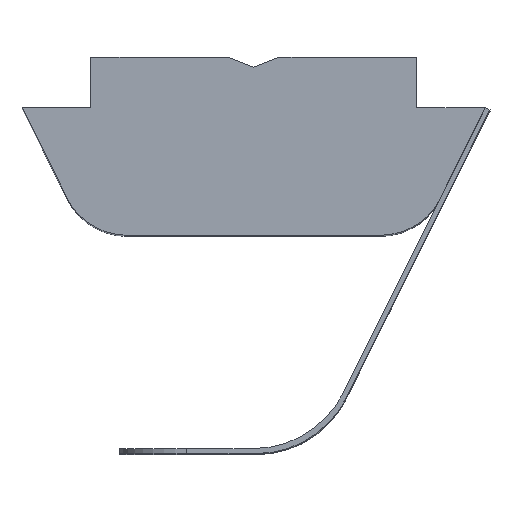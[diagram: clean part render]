
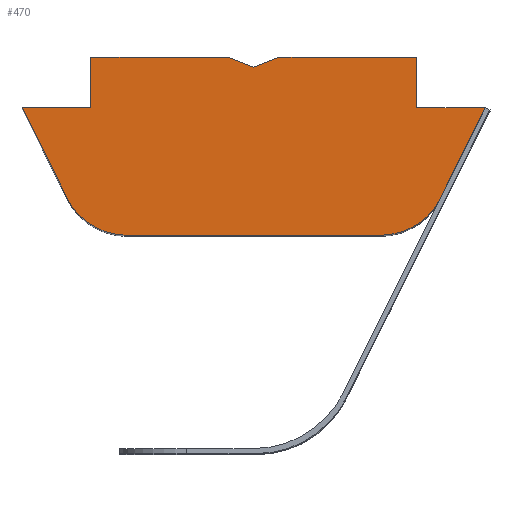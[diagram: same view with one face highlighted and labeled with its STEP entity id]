
A CAD part, top view. The second image highlights one B-rep face of the part: STEP entity #470.
In plain terms, the highlighted planar face has unit normal (0, 0, 1).
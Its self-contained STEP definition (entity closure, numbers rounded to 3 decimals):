
#11 = ORIENTED_EDGE ( 'NONE', *, *, #265, .T. ) ;
#15 = EDGE_LOOP ( 'NONE', ( #1262, #627, #395, #322, #1275, #1248, #812, #463, #955, #1400, #1312, #11, #541 ) ) ;
#42 = VERTEX_POINT ( 'NONE', #304 ) ;
#49 = CARTESIAN_POINT ( 'NONE',  ( -0.75, 0.3, 10. ) ) ;
#53 = DIRECTION ( 'NONE',  ( -1., 0., 0. ) ) ;
#64 = VECTOR ( 'NONE', #475, 1000. ) ;
#76 = CARTESIAN_POINT ( 'NONE',  ( -6.9, -1.2, 10. ) ) ;
#99 = CARTESIAN_POINT ( 'NONE',  ( 6.9, -1.2, 10. ) ) ;
#101 = CARTESIAN_POINT ( 'NONE',  ( 4.85, 0.3, 10. ) ) ;
#102 = DIRECTION ( 'NONE',  ( 0., -1., 0. ) ) ;
#126 = AXIS2_PLACEMENT_3D ( 'NONE', #1102, #1310, #654 ) ;
#128 = EDGE_CURVE ( 'NONE', #1001, #1206, #1076, .T. ) ;
#143 = VERTEX_POINT ( 'NONE', #1218 ) ;
#151 = DIRECTION ( 'NONE',  ( -1., 0., 0. ) ) ;
#164 = VERTEX_POINT ( 'NONE', #899 ) ;
#166 = DIRECTION ( 'NONE',  ( 1., 0., 0. ) ) ;
#217 = EDGE_CURVE ( 'NONE', #164, #1001, #452, .T. ) ;
#242 = DIRECTION ( 'NONE',  ( 0.446, -0.895, 0. ) ) ;
#265 = EDGE_CURVE ( 'NONE', #931, #713, #902, .T. ) ;
#266 = CARTESIAN_POINT ( 'NONE',  ( -3.768, -3., 10. ) ) ;
#304 = CARTESIAN_POINT ( 'NONE',  ( -6.9, -1.2, 10. ) ) ;
#307 = PLANE ( 'NONE',  #126 ) ;
#316 = AXIS2_PLACEMENT_3D ( 'NONE', #1016, #1325, #1228 ) ;
#322 = ORIENTED_EDGE ( 'NONE', *, *, #621, .T. ) ;
#367 = CIRCLE ( 'NONE', #903, 2. ) ;
#388 = LINE ( 'NONE', #1078, #1263 ) ;
#395 = ORIENTED_EDGE ( 'NONE', *, *, #401, .T. ) ;
#401 = EDGE_CURVE ( 'NONE', #616, #1132, #388, .T. ) ;
#406 = CARTESIAN_POINT ( 'NONE',  ( -5.558, -3.892, 10. ) ) ;
#425 = CARTESIAN_POINT ( 'NONE',  ( 0., 0., 10. ) ) ;
#429 = LINE ( 'NONE', #1303, #653 ) ;
#447 = FACE_OUTER_BOUND ( 'NONE', #15, .T. ) ;
#452 = CIRCLE ( 'NONE', #316, 2. ) ;
#463 = ORIENTED_EDGE ( 'NONE', *, *, #217, .T. ) ;
#470 = ADVANCED_FACE ( 'NONE', ( #447 ), #307, .T. ) ;
#475 = DIRECTION ( 'NONE',  ( -1., 0., 0. ) ) ;
#476 = VERTEX_POINT ( 'NONE', #869 ) ;
#479 = EDGE_CURVE ( 'NONE', #538, #476, #539, .T. ) ;
#507 = VECTOR ( 'NONE', #968, 1000. ) ;
#509 = VECTOR ( 'NONE', #999, 1000. ) ;
#531 = CARTESIAN_POINT ( 'NONE',  ( -3.768, -5., 10. ) ) ;
#538 = VERTEX_POINT ( 'NONE', #425 ) ;
#539 = LINE ( 'NONE', #766, #509 ) ;
#541 = ORIENTED_EDGE ( 'NONE', *, *, #1173, .T. ) ;
#544 = EDGE_CURVE ( 'NONE', #1167, #164, #748, .T. ) ;
#574 = VECTOR ( 'NONE', #1394, 1000. ) ;
#616 = VERTEX_POINT ( 'NONE', #971 ) ;
#621 = EDGE_CURVE ( 'NONE', #1132, #42, #1330, .T. ) ;
#627 = ORIENTED_EDGE ( 'NONE', *, *, #1063, .T. ) ;
#636 = CARTESIAN_POINT ( 'NONE',  ( 0.75, 0.3, 10. ) ) ;
#652 = DIRECTION ( 'NONE',  ( -1., 0., 0. ) ) ;
#653 = VECTOR ( 'NONE', #1391, 1000. ) ;
#654 = DIRECTION ( 'NONE',  ( 1., 0., 0. ) ) ;
#667 = DIRECTION ( 'NONE',  ( 1., 0., 0. ) ) ;
#694 = VECTOR ( 'NONE', #667, 1000. ) ;
#713 = VERTEX_POINT ( 'NONE', #636 ) ;
#748 = LINE ( 'NONE', #987, #694 ) ;
#766 = CARTESIAN_POINT ( 'NONE',  ( 0., 0., 10. ) ) ;
#772 = EDGE_CURVE ( 'NONE', #143, #931, #1347, .T. ) ;
#812 = ORIENTED_EDGE ( 'NONE', *, *, #544, .T. ) ;
#869 = CARTESIAN_POINT ( 'NONE',  ( -0.75, 0.3, 10. ) ) ;
#899 = CARTESIAN_POINT ( 'NONE',  ( 3.768, -5., 10. ) ) ;
#902 = LINE ( 'NONE', #1030, #1212 ) ;
#903 = AXIS2_PLACEMENT_3D ( 'NONE', #266, #1141, #166 ) ;
#931 = VERTEX_POINT ( 'NONE', #1164 ) ;
#955 = ORIENTED_EDGE ( 'NONE', *, *, #128, .T. ) ;
#968 = DIRECTION ( 'NONE',  ( 0.446, 0.895, 0. ) ) ;
#971 = CARTESIAN_POINT ( 'NONE',  ( -4.85, 0.3, 10. ) ) ;
#974 = CARTESIAN_POINT ( 'NONE',  ( 4.85, -1.2, 10. ) ) ;
#978 = EDGE_CURVE ( 'NONE', #42, #1161, #1053, .T. ) ;
#987 = CARTESIAN_POINT ( 'NONE',  ( 3.768, -5., 10. ) ) ;
#999 = DIRECTION ( 'NONE',  ( -0.928, 0.371, 0. ) ) ;
#1001 = VERTEX_POINT ( 'NONE', #1368 ) ;
#1013 = VECTOR ( 'NONE', #53, 1000. ) ;
#1016 = CARTESIAN_POINT ( 'NONE',  ( 3.768, -3., 10. ) ) ;
#1029 = LINE ( 'NONE', #49, #64 ) ;
#1030 = CARTESIAN_POINT ( 'NONE',  ( 0.75, 0.3, 10. ) ) ;
#1053 = LINE ( 'NONE', #76, #1177 ) ;
#1063 = EDGE_CURVE ( 'NONE', #476, #616, #1029, .T. ) ;
#1076 = LINE ( 'NONE', #99, #507 ) ;
#1078 = CARTESIAN_POINT ( 'NONE',  ( -4.85, 0.3, 10. ) ) ;
#1086 = EDGE_CURVE ( 'NONE', #1206, #143, #1297, .T. ) ;
#1102 = CARTESIAN_POINT ( 'NONE',  ( -3.768, -3., 10. ) ) ;
#1132 = VERTEX_POINT ( 'NONE', #1407 ) ;
#1141 = DIRECTION ( 'NONE',  ( 0., 0., 1. ) ) ;
#1161 = VERTEX_POINT ( 'NONE', #406 ) ;
#1164 = CARTESIAN_POINT ( 'NONE',  ( 4.85, 0.3, 10. ) ) ;
#1167 = VERTEX_POINT ( 'NONE', #531 ) ;
#1173 = EDGE_CURVE ( 'NONE', #713, #538, #429, .T. ) ;
#1177 = VECTOR ( 'NONE', #242, 1000. ) ;
#1206 = VERTEX_POINT ( 'NONE', #1258 ) ;
#1207 = EDGE_CURVE ( 'NONE', #1161, #1167, #367, .T. ) ;
#1212 = VECTOR ( 'NONE', #151, 1000. ) ;
#1218 = CARTESIAN_POINT ( 'NONE',  ( 4.85, -1.2, 10. ) ) ;
#1228 = DIRECTION ( 'NONE',  ( -1., 0., 0. ) ) ;
#1248 = ORIENTED_EDGE ( 'NONE', *, *, #1207, .T. ) ;
#1258 = CARTESIAN_POINT ( 'NONE',  ( 6.9, -1.2, 10. ) ) ;
#1262 = ORIENTED_EDGE ( 'NONE', *, *, #479, .T. ) ;
#1263 = VECTOR ( 'NONE', #102, 1000. ) ;
#1270 = VECTOR ( 'NONE', #652, 1000. ) ;
#1275 = ORIENTED_EDGE ( 'NONE', *, *, #978, .T. ) ;
#1297 = LINE ( 'NONE', #974, #1270 ) ;
#1303 = CARTESIAN_POINT ( 'NONE',  ( 0., 0., 10. ) ) ;
#1310 = DIRECTION ( 'NONE',  ( 0., 0., 1. ) ) ;
#1312 = ORIENTED_EDGE ( 'NONE', *, *, #772, .T. ) ;
#1325 = DIRECTION ( 'NONE',  ( 0., 0., 1. ) ) ;
#1330 = LINE ( 'NONE', #1342, #1013 ) ;
#1342 = CARTESIAN_POINT ( 'NONE',  ( -4.85, -1.2, 10. ) ) ;
#1347 = LINE ( 'NONE', #101, #574 ) ;
#1368 = CARTESIAN_POINT ( 'NONE',  ( 5.558, -3.892, 10. ) ) ;
#1391 = DIRECTION ( 'NONE',  ( -0.928, -0.371, 0. ) ) ;
#1394 = DIRECTION ( 'NONE',  ( 0., 1., 0. ) ) ;
#1400 = ORIENTED_EDGE ( 'NONE', *, *, #1086, .T. ) ;
#1407 = CARTESIAN_POINT ( 'NONE',  ( -4.85, -1.2, 10. ) ) ;
